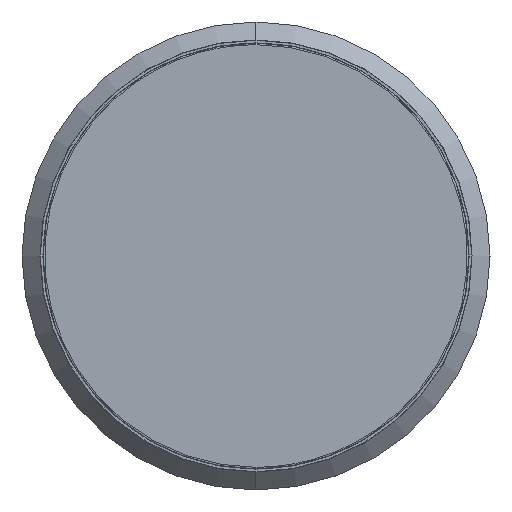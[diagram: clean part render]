
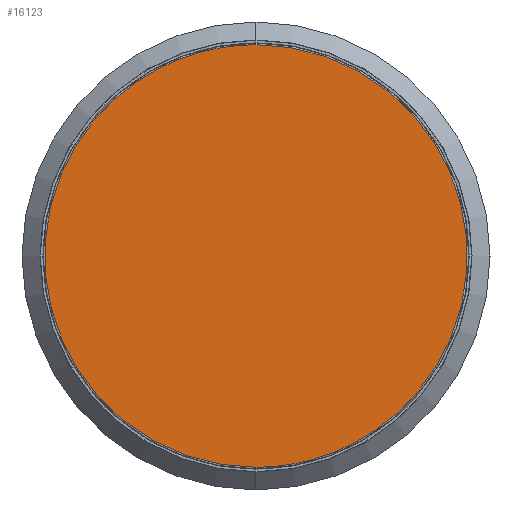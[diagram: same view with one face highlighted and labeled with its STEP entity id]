
A CAD part, left-side view. The second image highlights one B-rep face of the part: STEP entity #16123.
In plain terms, the highlighted planar face has unit normal (-1, 0, 0).
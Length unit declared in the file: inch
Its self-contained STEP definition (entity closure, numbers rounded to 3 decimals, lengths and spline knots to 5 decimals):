
#50 = CARTESIAN_POINT ( 'NONE',  ( -0.37008, -1.06654, 0.53327 ) ) ;
#311 = FACE_OUTER_BOUND ( 'NONE', #17164, .T. ) ;
#4155 = VERTEX_POINT ( 'NONE', #21239 ) ;
#5065 = CARTESIAN_POINT ( 'NONE',  ( -0.37008, 0., 0.53327 ) ) ;
#6595 = CARTESIAN_POINT ( 'NONE',  ( -0.37008, 0., -0.53327 ) ) ;
#6602 = CARTESIAN_POINT ( 'NONE',  ( -0.37008, 0., -0.53327 ) ) ;
#6798 = CARTESIAN_POINT ( 'NONE',  ( -0.37008, 0., 0.53327 ) ) ;
#6872 = VERTEX_POINT ( 'NONE', #6602 ) ;
#6916 = CARTESIAN_POINT ( 'NONE',  ( -0.37008, 1.06654, -0.53327 ) ) ;
#7688 = PLANE ( 'NONE',  #14347 ) ;
#9861 = CARTESIAN_POINT ( 'NONE',  ( -0.37008, 0., -0.53327 ) ) ;
#9963 = CARTESIAN_POINT ( 'NONE',  ( -0.37008, -1.06654, -0.53327 ) ) ;
#11924 = CARTESIAN_POINT ( 'NONE',  ( -0.37008, 1.06654, 0.53327 ) ) ;
#12039 = ORIENTED_EDGE ( 'NONE', *, *, #12613, .F. ) ;
#12613 = EDGE_CURVE ( 'NONE', #4155, #6872, #13694, .T. ) ;
#13694 =( BOUNDED_CURVE ( )  B_SPLINE_CURVE ( 3, ( #6798, #50, #9963, #6595 ),
 .UNSPECIFIED., .F., .F. ) 
 B_SPLINE_CURVE_WITH_KNOTS ( ( 4, 4 ),
 ( 0., 1. ),
 .UNSPECIFIED. ) 
 CURVE ( )  GEOMETRIC_REPRESENTATION_ITEM ( )  RATIONAL_B_SPLINE_CURVE ( ( 1., 0.333, 0.333, 1. ) ) 
 REPRESENTATION_ITEM ( '' )  );
#14347 = AXIS2_PLACEMENT_3D ( 'NONE', #16143, #17900, #16288 ) ;
#16056 = ORIENTED_EDGE ( 'NONE', *, *, #20481, .F. ) ;
#16123 = ADVANCED_FACE ( 'NONE', ( #311 ), #7688, .F. ) ;
#16143 = CARTESIAN_POINT ( 'NONE',  ( -0.37008, 0.5372, 0. ) ) ;
#16288 = DIRECTION ( 'NONE',  ( 0., 0., -1. ) ) ;
#17164 = EDGE_LOOP ( 'NONE', ( #16056, #12039 ) ) ;
#17900 = DIRECTION ( 'NONE',  ( 1., 0., 0. ) ) ;
#19329 =( BOUNDED_CURVE ( )  B_SPLINE_CURVE ( 3, ( #9861, #6916, #11924, #5065 ),
 .UNSPECIFIED., .F., .F. ) 
 B_SPLINE_CURVE_WITH_KNOTS ( ( 4, 4 ),
 ( 0., 1. ),
 .UNSPECIFIED. ) 
 CURVE ( )  GEOMETRIC_REPRESENTATION_ITEM ( )  RATIONAL_B_SPLINE_CURVE ( ( 1., 0.333, 0.333, 1. ) ) 
 REPRESENTATION_ITEM ( '' )  );
#20481 = EDGE_CURVE ( 'NONE', #6872, #4155, #19329, .T. ) ;
#21239 = CARTESIAN_POINT ( 'NONE',  ( -0.37008, 0., 0.53327 ) ) ;
